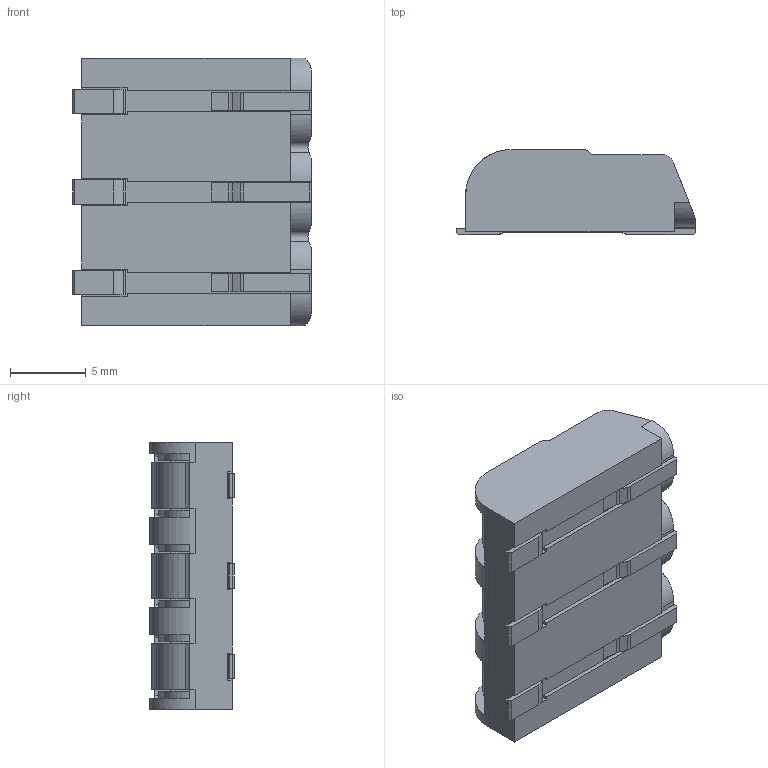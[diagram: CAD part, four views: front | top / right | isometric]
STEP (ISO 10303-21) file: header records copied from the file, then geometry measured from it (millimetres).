
FILE_DESCRIPTION( ( 'STEP AP214' ), '1' );
FILE_NAME( '2061-603_998-404_2_14.stp', ' ', ( ' ' ), ( ' ' ), 'PSStep 15.0.47', 'PARTsolutions', ' ' );
FILE_SCHEMA( ( 'AUTOMOTIVE_DESIGN { 1 0 10303 214 1 1 1 1 }' ) );
Length unit declared in the file: millimetre
Products named in the file (1): _2061-603/998-404
Bounding box: 15.8 x 5.6 x 17.7 mm (x, y, z)
Volume: 952.4 mm3; surface area: 1451.2 mm2
Topology: 1 solids, 1 shells, 273 faces, 800 edges, 532 vertices
Faces by surface type: plane 192, cylinder 78, sphere 3
Full cylindrical faces by diameter (mm): 3.2 x3
Entity records: 11182 total; most frequent: CARTESIAN_POINT 1657, ORIENTED_EDGE 1570, DIRECTION 1498, EDGE_CURVE 785, LINE 584, VECTOR 584, VERTEX_POINT 526, AXIS2_PLACEMENT_3D 457
